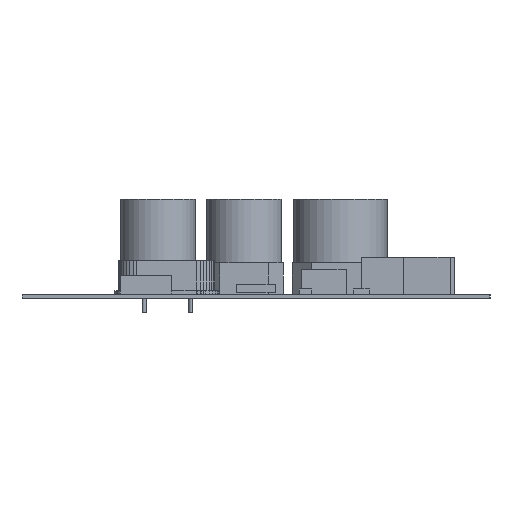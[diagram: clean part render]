
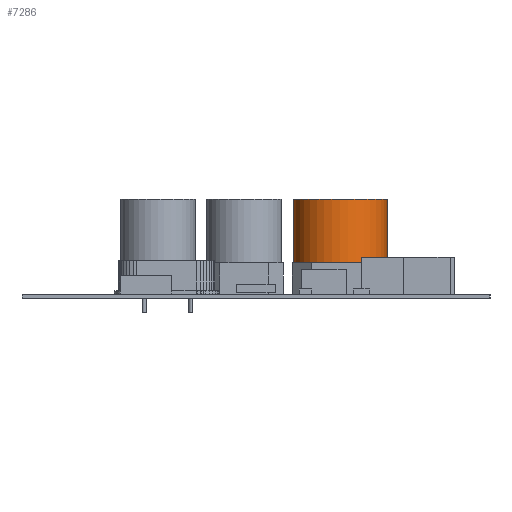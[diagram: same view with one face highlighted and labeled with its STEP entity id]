
A CAD part, left-side view. The second image highlights one B-rep face of the part: STEP entity #7286.
In plain terms, the highlighted cylindrical face has radius 5 mm (diameter 10 mm), a full revolution.
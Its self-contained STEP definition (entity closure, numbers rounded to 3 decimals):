
#7286 = ADVANCED_FACE('',(#7287),#7314,.T.);
#7287 = FACE_BOUND('',#7288,.T.);
#7288 = EDGE_LOOP('',(#7289,#7298,#7306,#7313));
#7289 = ORIENTED_EDGE('',*,*,#7290,.T.);
#7290 = EDGE_CURVE('',#7291,#7291,#7293,.T.);
#7291 = VERTEX_POINT('',#7292);
#7292 = CARTESIAN_POINT('',(5.,0.,0.));
#7293 = CIRCLE('',#7294,5.);
#7294 = AXIS2_PLACEMENT_3D('',#7295,#7296,#7297);
#7295 = CARTESIAN_POINT('',(0.,0.,0.));
#7296 = DIRECTION('',(0.,0.,1.));
#7297 = DIRECTION('',(1.,0.,0.));
#7298 = ORIENTED_EDGE('',*,*,#7299,.T.);
#7299 = EDGE_CURVE('',#7291,#7300,#7302,.T.);
#7300 = VERTEX_POINT('',#7301);
#7301 = CARTESIAN_POINT('',(5.,0.,10.2));
#7302 = LINE('',#7303,#7304);
#7303 = CARTESIAN_POINT('',(5.,0.,0.));
#7304 = VECTOR('',#7305,1.);
#7305 = DIRECTION('',(0.,0.,1.));
#7306 = ORIENTED_EDGE('',*,*,#7307,.F.);
#7307 = EDGE_CURVE('',#7300,#7300,#7308,.T.);
#7308 = CIRCLE('',#7309,5.);
#7309 = AXIS2_PLACEMENT_3D('',#7310,#7311,#7312);
#7310 = CARTESIAN_POINT('',(0.,0.,10.2));
#7311 = DIRECTION('',(0.,0.,1.));
#7312 = DIRECTION('',(1.,0.,0.));
#7313 = ORIENTED_EDGE('',*,*,#7299,.F.);
#7314 = CYLINDRICAL_SURFACE('',#7315,5.);
#7315 = AXIS2_PLACEMENT_3D('',#7316,#7317,#7318);
#7316 = CARTESIAN_POINT('',(0.,0.,0.));
#7317 = DIRECTION('',(0.,0.,-1.));
#7318 = DIRECTION('',(1.,0.,0.));
